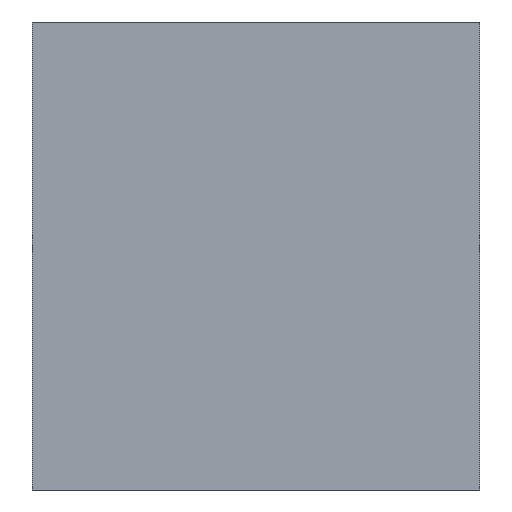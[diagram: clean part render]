
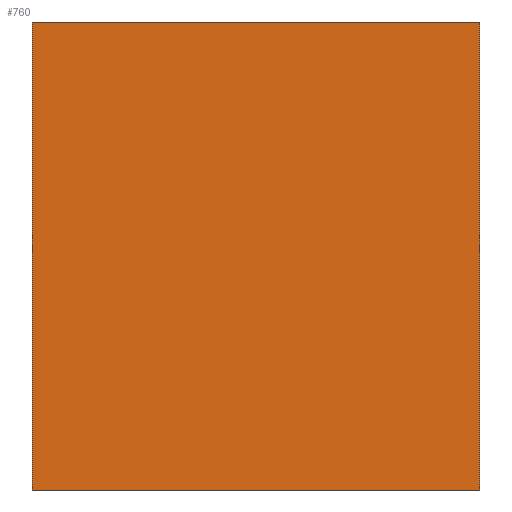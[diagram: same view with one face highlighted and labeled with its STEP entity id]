
A CAD part, left-side view. The second image highlights one B-rep face of the part: STEP entity #760.
In plain terms, the highlighted planar face has unit normal (-1, 0, 0).
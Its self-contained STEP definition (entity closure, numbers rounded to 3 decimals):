
#15 = CARTESIAN_POINT ( 'NONE',  ( -20., 5.5, 3. ) ) ;
#43 = VERTEX_POINT ( 'NONE', #15 ) ;
#50 = FACE_OUTER_BOUND ( 'NONE', #373, .T. ) ;
#56 = ORIENTED_EDGE ( 'NONE', *, *, #781, .F. ) ;
#57 = CARTESIAN_POINT ( 'NONE',  ( -20., -5.5, 14.51 ) ) ;
#59 = DIRECTION ( 'NONE',  ( 1., 0., 0. ) ) ;
#99 = VERTEX_POINT ( 'NONE', #262 ) ;
#100 = CARTESIAN_POINT ( 'NONE',  ( -20., 5.5, 14.51 ) ) ;
#104 = ORIENTED_EDGE ( 'NONE', *, *, #690, .F. ) ;
#109 = LINE ( 'NONE', #675, #123 ) ;
#123 = VECTOR ( 'NONE', #626, 1000. ) ;
#130 = VECTOR ( 'NONE', #485, 1000. ) ;
#153 = DIRECTION ( 'NONE',  ( 0., 0., -1. ) ) ;
#159 = CARTESIAN_POINT ( 'NONE',  ( -20., -5.5, 14.51 ) ) ;
#165 = PLANE ( 'NONE',  #276 ) ;
#244 = EDGE_CURVE ( 'NONE', #599, #43, #268, .T. ) ;
#262 = CARTESIAN_POINT ( 'NONE',  ( -20., -5.5, 3. ) ) ;
#268 = LINE ( 'NONE', #712, #455 ) ;
#276 = AXIS2_PLACEMENT_3D ( 'NONE', #489, #59, #355 ) ;
#280 = DIRECTION ( 'NONE',  ( 0., 0., -1. ) ) ;
#284 = CARTESIAN_POINT ( 'NONE',  ( -20., -5.5, 10.51 ) ) ;
#301 = LINE ( 'NONE', #284, #625 ) ;
#355 = DIRECTION ( 'NONE',  ( 0., 1., 0. ) ) ;
#373 = EDGE_LOOP ( 'NONE', ( #647, #104, #56, #636 ) ) ;
#415 = EDGE_CURVE ( 'NONE', #99, #43, #109, .T. ) ;
#455 = VECTOR ( 'NONE', #280, 1000. ) ;
#485 = DIRECTION ( 'NONE',  ( 0., -1., 0. ) ) ;
#489 = CARTESIAN_POINT ( 'NONE',  ( -20., -5.5, 10.51 ) ) ;
#515 = LINE ( 'NONE', #57, #130 ) ;
#599 = VERTEX_POINT ( 'NONE', #100 ) ;
#625 = VECTOR ( 'NONE', #153, 1000. ) ;
#626 = DIRECTION ( 'NONE',  ( 0., 1., 0. ) ) ;
#636 = ORIENTED_EDGE ( 'NONE', *, *, #244, .T. ) ;
#647 = ORIENTED_EDGE ( 'NONE', *, *, #415, .F. ) ;
#675 = CARTESIAN_POINT ( 'NONE',  ( -20., -5.5, 3. ) ) ;
#678 = VERTEX_POINT ( 'NONE', #159 ) ;
#690 = EDGE_CURVE ( 'NONE', #678, #99, #301, .T. ) ;
#712 = CARTESIAN_POINT ( 'NONE',  ( -20., 5.5, 10.51 ) ) ;
#760 = ADVANCED_FACE ( 'NONE', ( #50 ), #165, .F. ) ;
#781 = EDGE_CURVE ( 'NONE', #599, #678, #515, .T. ) ;
